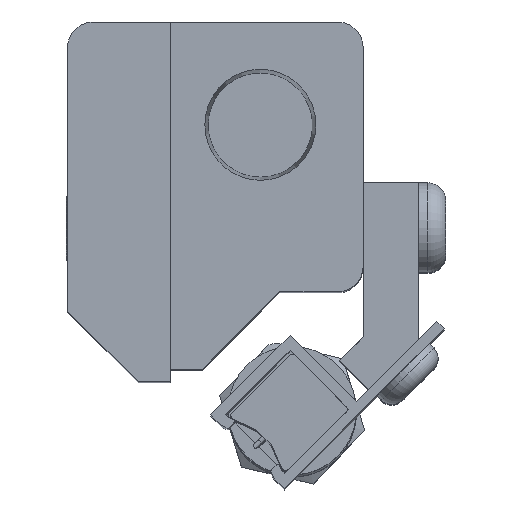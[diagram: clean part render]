
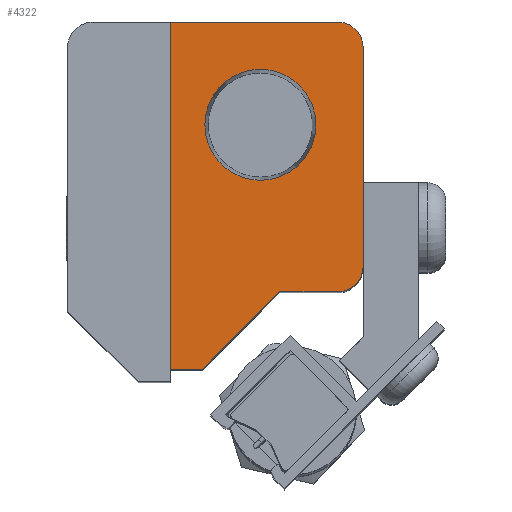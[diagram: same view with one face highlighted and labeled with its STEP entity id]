
A CAD part, top view. The second image highlights one B-rep face of the part: STEP entity #4322.
In plain terms, the highlighted planar face has unit normal (0, 0, 1).
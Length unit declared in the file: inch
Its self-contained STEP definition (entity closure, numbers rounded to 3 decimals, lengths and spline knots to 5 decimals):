
#491=LINE('',#23384,#753);
#495=LINE('',#23422,#757);
#499=LINE('',#23430,#761);
#502=LINE('',#23436,#764);
#505=LINE('',#23442,#767);
#509=LINE('',#23456,#771);
#753=VECTOR('',#5994,0.3937);
#757=VECTOR('',#6038,0.3937);
#761=VECTOR('',#6044,0.3937);
#764=VECTOR('',#6049,0.3937);
#767=VECTOR('',#6054,0.3937);
#771=VECTOR('',#6072,0.3937);
#941=PLANE('',#4952);
#1105=FACE_BOUND('',#1764,.T.);
#1358=FACE_OUTER_BOUND('',#1763,.T.);
#1763=EDGE_LOOP('',(#3765,#3766,#3767,#3768,#3769,#3770,#3771,#3772));
#1764=EDGE_LOOP('',(#3773));
#2020=CIRCLE('',#4930,0.27);
#2025=CIRCLE('',#4945,0.125);
#2027=CIRCLE('',#4948,0.125);
#2335=VERTEX_POINT('',#23382);
#2336=VERTEX_POINT('',#23383);
#2344=VERTEX_POINT('',#23404);
#2349=VERTEX_POINT('',#23420);
#2350=VERTEX_POINT('',#23421);
#2353=VERTEX_POINT('',#23429);
#2355=VERTEX_POINT('',#23435);
#2357=VERTEX_POINT('',#23441);
#2359=VERTEX_POINT('',#23450);
#2819=EDGE_CURVE('',#2335,#2336,#491,.T.);
#2828=EDGE_CURVE('',#2344,#2344,#2020,.T.);
#2833=EDGE_CURVE('',#2349,#2350,#495,.T.);
#2837=EDGE_CURVE('',#2350,#2353,#499,.T.);
#2840=EDGE_CURVE('',#2353,#2355,#502,.T.);
#2843=EDGE_CURVE('',#2355,#2357,#505,.T.);
#2846=EDGE_CURVE('',#2357,#2335,#2025,.T.);
#2848=EDGE_CURVE('',#2336,#2359,#2027,.T.);
#2851=EDGE_CURVE('',#2359,#2349,#509,.T.);
#3765=ORIENTED_EDGE('',*,*,#2833,.F.);
#3766=ORIENTED_EDGE('',*,*,#2851,.F.);
#3767=ORIENTED_EDGE('',*,*,#2848,.F.);
#3768=ORIENTED_EDGE('',*,*,#2819,.F.);
#3769=ORIENTED_EDGE('',*,*,#2846,.F.);
#3770=ORIENTED_EDGE('',*,*,#2843,.F.);
#3771=ORIENTED_EDGE('',*,*,#2840,.F.);
#3772=ORIENTED_EDGE('',*,*,#2837,.F.);
#3773=ORIENTED_EDGE('',*,*,#2828,.T.);
#4322=ADVANCED_FACE('',(#1358,#1105),#941,.T.);
#4930=AXIS2_PLACEMENT_3D('',#23405,#6016,#6017);
#4945=AXIS2_PLACEMENT_3D('',#23447,#6059,#6060);
#4948=AXIS2_PLACEMENT_3D('',#23451,#6065,#6066);
#4952=AXIS2_PLACEMENT_3D('',#23459,#6076,#6077);
#5994=DIRECTION('',(0.,-1.,0.));
#6016=DIRECTION('center_axis',(0.,0.,-1.));
#6017=DIRECTION('ref_axis',(0.,1.,0.));
#6038=DIRECTION('',(-0.707,-0.707,0.));
#6044=DIRECTION('',(-1.,0.,0.));
#6049=DIRECTION('',(0.,1.,0.));
#6054=DIRECTION('',(1.,0.,0.));
#6059=DIRECTION('center_axis',(0.,0.,-1.));
#6060=DIRECTION('ref_axis',(1.,0.,0.));
#6065=DIRECTION('center_axis',(0.,0.,-1.));
#6066=DIRECTION('ref_axis',(0.,-1.,0.));
#6072=DIRECTION('',(-1.,0.,0.));
#6076=DIRECTION('center_axis',(0.,0.,1.));
#6077=DIRECTION('ref_axis',(1.,0.,0.));
#23382=CARTESIAN_POINT('',(0.90625,1.1875,3.));
#23383=CARTESIAN_POINT('',(0.90625,0.125,3.));
#23384=CARTESIAN_POINT('',(0.90625,0.125,3.));
#23404=CARTESIAN_POINT('',(0.40625,1.0825,3.));
#23405=CARTESIAN_POINT('Origin',(0.40625,0.8125,3.));
#23420=CARTESIAN_POINT('',(0.5,0.,3.));
#23421=CARTESIAN_POINT('',(0.125,-0.375,3.));
#23422=CARTESIAN_POINT('',(0.125,-0.375,3.));
#23429=CARTESIAN_POINT('',(-0.03125,-0.375,3.));
#23430=CARTESIAN_POINT('',(-0.03125,-0.375,3.));
#23435=CARTESIAN_POINT('',(-0.03125,1.3125,3.));
#23436=CARTESIAN_POINT('',(-0.03125,1.3125,3.));
#23441=CARTESIAN_POINT('',(0.78125,1.3125,3.));
#23442=CARTESIAN_POINT('',(0.78125,1.3125,3.));
#23447=CARTESIAN_POINT('Origin',(0.78125,1.1875,3.));
#23450=CARTESIAN_POINT('',(0.78125,0.,3.));
#23451=CARTESIAN_POINT('Origin',(0.78125,0.125,3.));
#23456=CARTESIAN_POINT('',(0.5,0.,3.));
#23459=CARTESIAN_POINT('Origin',(0.38705,0.53917,3.));
